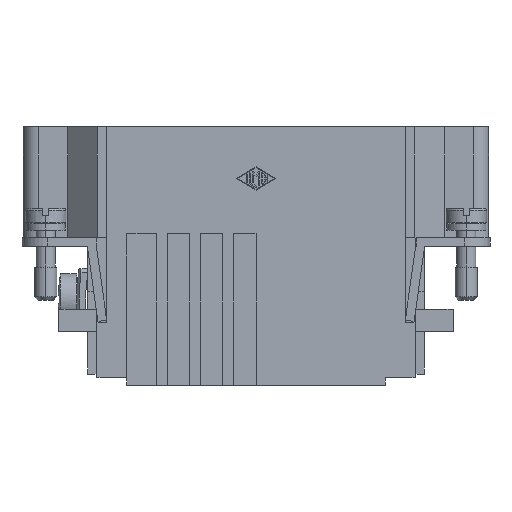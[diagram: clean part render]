
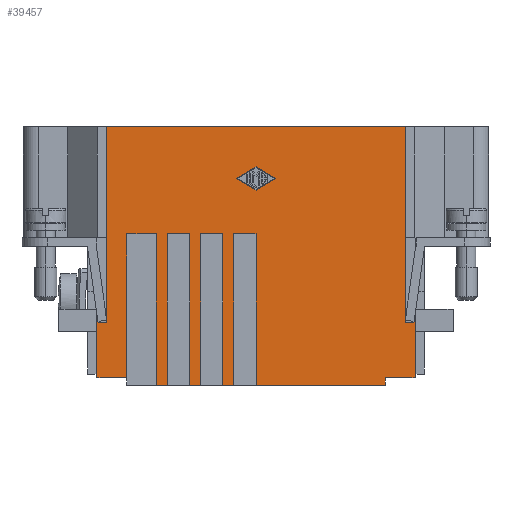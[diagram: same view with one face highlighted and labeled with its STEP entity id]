
A CAD part, front view. The second image highlights one B-rep face of the part: STEP entity #39457.
In plain terms, the highlighted planar face has unit normal (0, -1, 0).
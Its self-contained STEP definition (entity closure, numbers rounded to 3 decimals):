
#32928=CARTESIAN_POINT('',(17.5,-17.,0.0));
#32929=VERTEX_POINT('',#32928);
#32936=CARTESIAN_POINT('',(0.,-17.0,0.0));
#32937=VERTEX_POINT('',#32936);
#32938=CARTESIAN_POINT('',(17.5,-17.,0.0));
#32939=DIRECTION('',(-1.0,0.0,0.0));
#32940=VECTOR('',#32939,17.5);
#32941=LINE('',#32938,#32940);
#32942=EDGE_CURVE('',#32929,#32937,#32941,.T.);
#32960=CARTESIAN_POINT('',(-3.,-17.0,0.0));
#32961=VERTEX_POINT('',#32960);
#32968=CARTESIAN_POINT('',(-4.5,-17.0,0.0));
#32969=VERTEX_POINT('',#32968);
#32970=CARTESIAN_POINT('',(-3.,-17.0,0.0));
#32971=DIRECTION('',(-1.0,0.0,0.0));
#32972=VECTOR('',#32971,1.5);
#32973=LINE('',#32970,#32972);
#32974=EDGE_CURVE('',#32961,#32969,#32973,.T.);
#32992=CARTESIAN_POINT('',(-7.5,-17.0,0.0));
#32993=VERTEX_POINT('',#32992);
#33000=CARTESIAN_POINT('',(-9.,-17.0,0.0));
#33001=VERTEX_POINT('',#33000);
#33002=CARTESIAN_POINT('',(-7.5,-17.0,0.0));
#33003=DIRECTION('',(-1.0,0.0,0.0));
#33004=VECTOR('',#33003,1.5);
#33005=LINE('',#33002,#33004);
#33006=EDGE_CURVE('',#32993,#33001,#33005,.T.);
#33024=CARTESIAN_POINT('',(-12.,-17.0,0.0));
#33025=VERTEX_POINT('',#33024);
#33032=CARTESIAN_POINT('',(-13.5,-17.0,0.0));
#33033=VERTEX_POINT('',#33032);
#33034=CARTESIAN_POINT('',(-12.,-17.0,0.0));
#33035=DIRECTION('',(-1.0,0.0,0.0));
#33036=VECTOR('',#33035,1.5);
#33037=LINE('',#33034,#33036);
#33038=EDGE_CURVE('',#33025,#33033,#33037,.T.);
#38937=CARTESIAN_POINT('',(-3.,-17.0,20.5));
#38938=VERTEX_POINT('',#38937);
#38945=CARTESIAN_POINT('',(-3.,-17.0,0.0));
#38946=DIRECTION('',(0.0,0.0,1.0));
#38947=VECTOR('',#38946,20.5);
#38948=LINE('',#38945,#38947);
#38949=EDGE_CURVE('',#32961,#38938,#38948,.T.);
#38960=CARTESIAN_POINT('',(0.,-17.0,20.5));
#38961=VERTEX_POINT('',#38960);
#38962=CARTESIAN_POINT('',(0.,-17.0,20.5));
#38963=DIRECTION('',(0.0,0.0,-1.0));
#38964=VECTOR('',#38963,20.5);
#38965=LINE('',#38962,#38964);
#38966=EDGE_CURVE('',#38961,#32937,#38965,.T.);
#38997=CARTESIAN_POINT('',(-3.,-17.0,20.5));
#38998=DIRECTION('',(1.0,0.0,0.0));
#38999=VECTOR('',#38998,3.);
#39000=LINE('',#38997,#38999);
#39001=EDGE_CURVE('',#38938,#38961,#39000,.T.);
#39033=CARTESIAN_POINT('',(-12.,-17.0,20.5));
#39034=VERTEX_POINT('',#39033);
#39041=CARTESIAN_POINT('',(-12.,-17.0,0.0));
#39042=DIRECTION('',(0.0,0.0,1.0));
#39043=VECTOR('',#39042,20.5);
#39044=LINE('',#39041,#39043);
#39045=EDGE_CURVE('',#33025,#39034,#39044,.T.);
#39056=CARTESIAN_POINT('',(-9.,-17.0,20.5));
#39057=VERTEX_POINT('',#39056);
#39058=CARTESIAN_POINT('',(-9.,-17.0,20.5));
#39059=DIRECTION('',(0.0,0.0,-1.0));
#39060=VECTOR('',#39059,20.5);
#39061=LINE('',#39058,#39060);
#39062=EDGE_CURVE('',#39057,#33001,#39061,.T.);
#39093=CARTESIAN_POINT('',(-12.,-17.0,20.5));
#39094=DIRECTION('',(1.0,0.0,0.0));
#39095=VECTOR('',#39094,3.0);
#39096=LINE('',#39093,#39095);
#39097=EDGE_CURVE('',#39034,#39057,#39096,.T.);
#39129=CARTESIAN_POINT('',(-7.5,-17.0,20.5));
#39130=VERTEX_POINT('',#39129);
#39137=CARTESIAN_POINT('',(-7.5,-17.0,0.0));
#39138=DIRECTION('',(0.0,0.0,1.0));
#39139=VECTOR('',#39138,20.5);
#39140=LINE('',#39137,#39139);
#39141=EDGE_CURVE('',#32993,#39130,#39140,.T.);
#39152=CARTESIAN_POINT('',(-4.5,-17.0,20.5));
#39153=VERTEX_POINT('',#39152);
#39154=CARTESIAN_POINT('',(-4.5,-17.0,20.5));
#39155=DIRECTION('',(0.0,0.0,-1.0));
#39156=VECTOR('',#39155,20.5);
#39157=LINE('',#39154,#39156);
#39158=EDGE_CURVE('',#39153,#32969,#39157,.T.);
#39189=CARTESIAN_POINT('',(-7.5,-17.0,20.5));
#39190=DIRECTION('',(1.0,0.0,0.0));
#39191=VECTOR('',#39190,3.0);
#39192=LINE('',#39189,#39191);
#39193=EDGE_CURVE('',#39130,#39153,#39192,.T.);
#39218=CARTESIAN_POINT('',(-17.5,-17.0,1.0));
#39219=VERTEX_POINT('',#39218);
#39234=CARTESIAN_POINT('',(-17.5,-17.0,20.5));
#39235=VERTEX_POINT('',#39234);
#39242=CARTESIAN_POINT('',(-17.5,-17.0,1.0));
#39243=DIRECTION('',(0.0,0.0,1.0));
#39244=VECTOR('',#39243,19.5);
#39245=LINE('',#39242,#39244);
#39246=EDGE_CURVE('',#39219,#39235,#39245,.T.);
#39257=CARTESIAN_POINT('',(-13.5,-17.0,20.5));
#39258=VERTEX_POINT('',#39257);
#39259=CARTESIAN_POINT('',(-13.5,-17.0,20.5));
#39260=DIRECTION('',(0.0,0.0,-1.0));
#39261=VECTOR('',#39260,20.5);
#39262=LINE('',#39259,#39261);
#39263=EDGE_CURVE('',#39258,#33033,#39262,.T.);
#39294=CARTESIAN_POINT('',(-17.5,-17.0,20.5));
#39295=DIRECTION('',(1.0,0.0,0.0));
#39296=VECTOR('',#39295,4.);
#39297=LINE('',#39294,#39296);
#39298=EDGE_CURVE('',#39235,#39258,#39297,.T.);
#39322=CARTESIAN_POINT('',(21.55,-17.,0.0));
#39323=DIRECTION('',(0.0,-1.0,0.0));
#39324=DIRECTION('',(0.0,0.0,-1.0));
#39325=AXIS2_PLACEMENT_3D('',#39322,#39323,#39324);
#39326=PLANE('',#39325);
#39327=ORIENTED_EDGE('',*,*,#38949,.T.);
#39328=ORIENTED_EDGE('',*,*,#39001,.T.);
#39329=ORIENTED_EDGE('',*,*,#38966,.T.);
#39330=ORIENTED_EDGE('',*,*,#32942,.F.);
#39331=CARTESIAN_POINT('',(17.5,-17.,1.0));
#39332=VERTEX_POINT('',#39331);
#39333=CARTESIAN_POINT('',(17.5,-17.,0.0));
#39334=DIRECTION('',(0.0,0.0,1.0));
#39335=VECTOR('',#39334,1.0);
#39336=LINE('',#39333,#39335);
#39337=EDGE_CURVE('',#32929,#39332,#39336,.T.);
#39338=ORIENTED_EDGE('',*,*,#39337,.T.);
#39339=CARTESIAN_POINT('',(21.55,-17.,1.0));
#39340=VERTEX_POINT('',#39339);
#39341=CARTESIAN_POINT('',(17.5,-17.,1.0));
#39342=DIRECTION('',(1.0,0.0,0.0));
#39343=VECTOR('',#39342,4.05);
#39344=LINE('',#39341,#39343);
#39345=EDGE_CURVE('',#39332,#39340,#39344,.T.);
#39346=ORIENTED_EDGE('',*,*,#39345,.T.);
#39347=CARTESIAN_POINT('',(21.55,-17.,8.5));
#39348=VERTEX_POINT('',#39347);
#39349=CARTESIAN_POINT('',(21.55,-17.,1.0));
#39350=DIRECTION('',(0.0,0.0,1.0));
#39351=VECTOR('',#39350,7.5);
#39352=LINE('',#39349,#39351);
#39353=EDGE_CURVE('',#39340,#39348,#39352,.T.);
#39354=ORIENTED_EDGE('',*,*,#39353,.T.);
#39355=CARTESIAN_POINT('',(20.2,-17.,8.5));
#39356=VERTEX_POINT('',#39355);
#39357=CARTESIAN_POINT('',(21.55,-17.,8.5));
#39358=DIRECTION('',(-1.0,0.0,0.0));
#39359=VECTOR('',#39358,1.35);
#39360=LINE('',#39357,#39359);
#39361=EDGE_CURVE('',#39348,#39356,#39360,.T.);
#39362=ORIENTED_EDGE('',*,*,#39361,.T.);
#39363=CARTESIAN_POINT('',(20.2,-17.,35.));
#39364=VERTEX_POINT('',#39363);
#39365=CARTESIAN_POINT('',(20.2,-17.,8.5));
#39366=DIRECTION('',(0.0,0.0,1.0));
#39367=VECTOR('',#39366,26.5);
#39368=LINE('',#39365,#39367);
#39369=EDGE_CURVE('',#39356,#39364,#39368,.T.);
#39370=ORIENTED_EDGE('',*,*,#39369,.T.);
#39371=CARTESIAN_POINT('',(-20.2,-17.,35.));
#39372=VERTEX_POINT('',#39371);
#39373=CARTESIAN_POINT('',(20.2,-17.,35.));
#39374=DIRECTION('',(-1.0,0.0,0.0));
#39375=VECTOR('',#39374,40.4);
#39376=LINE('',#39373,#39375);
#39377=EDGE_CURVE('',#39364,#39372,#39376,.T.);
#39378=ORIENTED_EDGE('',*,*,#39377,.T.);
#39379=CARTESIAN_POINT('',(-20.2,-17.0,8.5));
#39380=VERTEX_POINT('',#39379);
#39381=CARTESIAN_POINT('',(-20.2,-17.0,8.5));
#39382=DIRECTION('',(0.0,0.0,1.0));
#39383=VECTOR('',#39382,26.5);
#39384=LINE('',#39381,#39383);
#39385=EDGE_CURVE('',#39380,#39372,#39384,.T.);
#39386=ORIENTED_EDGE('',*,*,#39385,.F.);
#39387=CARTESIAN_POINT('',(-21.55,-17.0,8.5));
#39388=VERTEX_POINT('',#39387);
#39389=CARTESIAN_POINT('',(-20.2,-17.0,8.5));
#39390=DIRECTION('',(-1.0,0.0,0.0));
#39391=VECTOR('',#39390,1.35);
#39392=LINE('',#39389,#39391);
#39393=EDGE_CURVE('',#39380,#39388,#39392,.T.);
#39394=ORIENTED_EDGE('',*,*,#39393,.T.);
#39395=CARTESIAN_POINT('',(-21.55,-17.0,1.0));
#39396=VERTEX_POINT('',#39395);
#39397=CARTESIAN_POINT('',(-21.55,-17.0,1.0));
#39398=DIRECTION('',(0.0,0.0,1.0));
#39399=VECTOR('',#39398,7.5);
#39400=LINE('',#39397,#39399);
#39401=EDGE_CURVE('',#39396,#39388,#39400,.T.);
#39402=ORIENTED_EDGE('',*,*,#39401,.F.);
#39403=CARTESIAN_POINT('',(-21.55,-17.0,1.0));
#39404=DIRECTION('',(1.0,0.0,0.0));
#39405=VECTOR('',#39404,4.05);
#39406=LINE('',#39403,#39405);
#39407=EDGE_CURVE('',#39396,#39219,#39406,.T.);
#39408=ORIENTED_EDGE('',*,*,#39407,.T.);
#39409=ORIENTED_EDGE('',*,*,#39246,.T.);
#39410=ORIENTED_EDGE('',*,*,#39298,.T.);
#39411=ORIENTED_EDGE('',*,*,#39263,.T.);
#39412=ORIENTED_EDGE('',*,*,#33038,.F.);
#39413=ORIENTED_EDGE('',*,*,#39045,.T.);
#39414=ORIENTED_EDGE('',*,*,#39097,.T.);
#39415=ORIENTED_EDGE('',*,*,#39062,.T.);
#39416=ORIENTED_EDGE('',*,*,#33006,.F.);
#39417=ORIENTED_EDGE('',*,*,#39141,.T.);
#39418=ORIENTED_EDGE('',*,*,#39193,.T.);
#39419=ORIENTED_EDGE('',*,*,#39158,.T.);
#39420=ORIENTED_EDGE('',*,*,#32974,.F.);
#39421=EDGE_LOOP('',(#39327,#39328,#39329,#39330,#39338,#39346,#39354,#39362,#39370,#39378,#39386,#39394,#39402,#39408,#39409,#39410,#39411,#39412,#39413,#39414,#39415,#39416,#39417,#39418,#39419,#39420));
#39422=FACE_OUTER_BOUND('',#39421,.T.);
#39423=CARTESIAN_POINT('',(0.,-17.0,26.438));
#39424=VERTEX_POINT('',#39423);
#39425=CARTESIAN_POINT('',(-2.709,-17.0,28.0));
#39426=VERTEX_POINT('',#39425);
#39427=CARTESIAN_POINT('',(0.,-17.0,26.438));
#39428=DIRECTION('',(-0.866,0.0,0.5));
#39429=VECTOR('',#39428,3.127);
#39430=LINE('',#39427,#39429);
#39431=EDGE_CURVE('',#39424,#39426,#39430,.T.);
#39432=ORIENTED_EDGE('',*,*,#39431,.T.);
#39433=CARTESIAN_POINT('',(0.,-17.0,29.562));
#39434=VERTEX_POINT('',#39433);
#39435=CARTESIAN_POINT('',(-2.709,-17.0,28.0));
#39436=DIRECTION('',(0.866,0.0,0.5));
#39437=VECTOR('',#39436,3.127);
#39438=LINE('',#39435,#39437);
#39439=EDGE_CURVE('',#39426,#39434,#39438,.T.);
#39440=ORIENTED_EDGE('',*,*,#39439,.T.);
#39441=CARTESIAN_POINT('',(2.709,-17.0,28.0));
#39442=VERTEX_POINT('',#39441);
#39443=CARTESIAN_POINT('',(0.,-17.0,29.562));
#39444=DIRECTION('',(0.866,0.0,-0.5));
#39445=VECTOR('',#39444,3.127);
#39446=LINE('',#39443,#39445);
#39447=EDGE_CURVE('',#39434,#39442,#39446,.T.);
#39448=ORIENTED_EDGE('',*,*,#39447,.T.);
#39449=CARTESIAN_POINT('',(2.709,-17.0,28.0));
#39450=DIRECTION('',(-0.866,0.0,-0.5));
#39451=VECTOR('',#39450,3.127);
#39452=LINE('',#39449,#39451);
#39453=EDGE_CURVE('',#39442,#39424,#39452,.T.);
#39454=ORIENTED_EDGE('',*,*,#39453,.T.);
#39455=EDGE_LOOP('',(#39432,#39440,#39448,#39454));
#39456=FACE_BOUND('',#39455,.T.);
#39457=ADVANCED_FACE('',(#39422,#39456),#39326,.T.);
